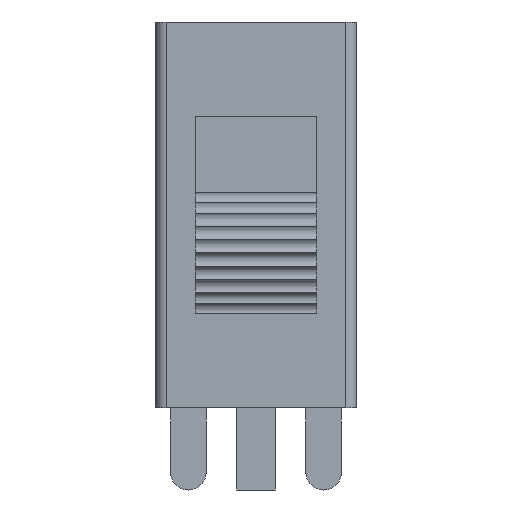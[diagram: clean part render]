
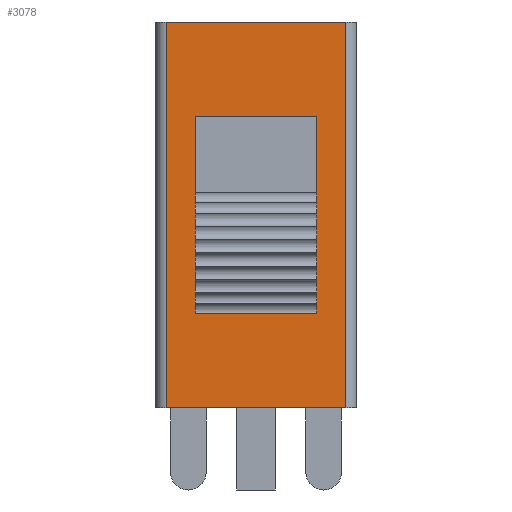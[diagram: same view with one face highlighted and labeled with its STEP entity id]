
A CAD part, left-side view. The second image highlights one B-rep face of the part: STEP entity #3078.
In plain terms, the highlighted planar face has unit normal (-1, 0, 0).
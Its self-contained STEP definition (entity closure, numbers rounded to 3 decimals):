
#3005=CARTESIAN_POINT('',(-14.508,-2.946,0.));
#3006=DIRECTION('',(-1.0,0.0,0.0));
#3007=DIRECTION('',(0.0,1.0,0.0));
#3008=AXIS2_PLACEMENT_3D('',#3005,#3006,#3007);
#3009=PLANE('',#3008);
#3010=CARTESIAN_POINT('',(-14.508,2.946,0.));
#3011=VERTEX_POINT('',#3010);
#3012=CARTESIAN_POINT('',(-14.508,-2.946,0.));
#3013=VERTEX_POINT('',#3012);
#3014=CARTESIAN_POINT('',(-14.508,2.946,0.));
#3015=DIRECTION('',(0.0,-1.0,0.0));
#3016=VECTOR('',#3015,5.893);
#3017=LINE('',#3014,#3016);
#3018=EDGE_CURVE('',#3011,#3013,#3017,.T.);
#3019=ORIENTED_EDGE('',*,*,#3018,.T.);
#3020=CARTESIAN_POINT('',(-14.508,-2.946,12.7));
#3021=VERTEX_POINT('',#3020);
#3022=CARTESIAN_POINT('',(-14.508,-2.946,0.));
#3023=DIRECTION('',(0.0,0.0,1.0));
#3024=VECTOR('',#3023,12.7);
#3025=LINE('',#3022,#3024);
#3026=EDGE_CURVE('',#3013,#3021,#3025,.T.);
#3027=ORIENTED_EDGE('',*,*,#3026,.T.);
#3028=CARTESIAN_POINT('',(-14.508,2.946,12.7));
#3029=VERTEX_POINT('',#3028);
#3030=CARTESIAN_POINT('',(-14.508,-2.946,12.7));
#3031=DIRECTION('',(0.0,1.0,0.0));
#3032=VECTOR('',#3031,5.893);
#3033=LINE('',#3030,#3032);
#3034=EDGE_CURVE('',#3021,#3029,#3033,.T.);
#3035=ORIENTED_EDGE('',*,*,#3034,.T.);
#3036=CARTESIAN_POINT('',(-14.508,2.946,0.));
#3037=DIRECTION('',(0.0,0.0,1.0));
#3038=VECTOR('',#3037,12.7);
#3039=LINE('',#3036,#3038);
#3040=EDGE_CURVE('',#3011,#3029,#3039,.T.);
#3041=ORIENTED_EDGE('',*,*,#3040,.F.);
#3042=EDGE_LOOP('',(#3019,#3027,#3035,#3041));
#3043=FACE_OUTER_BOUND('',#3042,.T.);
#3044=CARTESIAN_POINT('',(-14.508,2.,3.1));
#3045=VERTEX_POINT('',#3044);
#3046=CARTESIAN_POINT('',(-14.508,2.,9.6));
#3047=VERTEX_POINT('',#3046);
#3048=CARTESIAN_POINT('',(-14.508,2.,3.1));
#3049=DIRECTION('',(0.0,0.0,1.0));
#3050=VECTOR('',#3049,6.5);
#3051=LINE('',#3048,#3050);
#3052=EDGE_CURVE('',#3045,#3047,#3051,.T.);
#3053=ORIENTED_EDGE('',*,*,#3052,.T.);
#3054=CARTESIAN_POINT('',(-14.508,-2.,9.6));
#3055=VERTEX_POINT('',#3054);
#3056=CARTESIAN_POINT('',(-14.508,2.,9.6));
#3057=DIRECTION('',(0.0,-1.0,0.0));
#3058=VECTOR('',#3057,4.001);
#3059=LINE('',#3056,#3058);
#3060=EDGE_CURVE('',#3047,#3055,#3059,.T.);
#3061=ORIENTED_EDGE('',*,*,#3060,.T.);
#3062=CARTESIAN_POINT('',(-14.508,-2.,3.1));
#3063=VERTEX_POINT('',#3062);
#3064=CARTESIAN_POINT('',(-14.508,-2.,9.6));
#3065=DIRECTION('',(0.0,0.0,-1.0));
#3066=VECTOR('',#3065,6.5);
#3067=LINE('',#3064,#3066);
#3068=EDGE_CURVE('',#3055,#3063,#3067,.T.);
#3069=ORIENTED_EDGE('',*,*,#3068,.T.);
#3070=CARTESIAN_POINT('',(-14.508,-2.,3.1));
#3071=DIRECTION('',(0.0,1.0,0.0));
#3072=VECTOR('',#3071,4.001);
#3073=LINE('',#3070,#3072);
#3074=EDGE_CURVE('',#3063,#3045,#3073,.T.);
#3075=ORIENTED_EDGE('',*,*,#3074,.T.);
#3076=EDGE_LOOP('',(#3053,#3061,#3069,#3075));
#3077=FACE_BOUND('',#3076,.T.);
#3078=ADVANCED_FACE('',(#3043,#3077),#3009,.T.);
